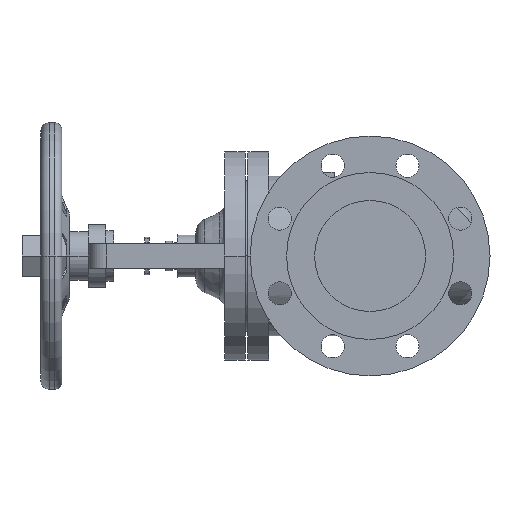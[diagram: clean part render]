
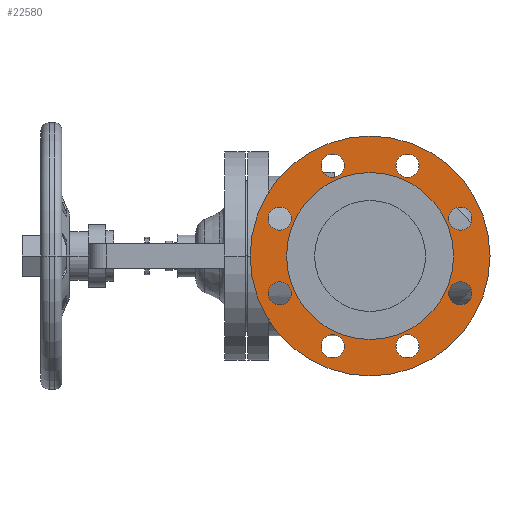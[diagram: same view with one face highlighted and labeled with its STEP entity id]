
A CAD part, left-side view. The second image highlights one B-rep face of the part: STEP entity #22580.
In plain terms, the highlighted planar face has unit normal (-1, 0, 0).
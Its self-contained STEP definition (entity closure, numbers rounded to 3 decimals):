
#10370=CARTESIAN_POINT('',(3.,0.,-135.));
#10380=VERTEX_POINT('',#10370);
#10540=CARTESIAN_POINT('',(3.,0.,135.));
#10550=VERTEX_POINT('',#10540);
#10580=CARTESIAN_POINT('',(3.,0.,0.));
#10590=DIRECTION('',(1.,0.,0.));
#10600=DIRECTION('',(0.,0.,-1.));
#10610=AXIS2_PLACEMENT_3D('',#10580,#10590,#10600);
#10620=CIRCLE('',#10610,135.);
#10630=CARTESIAN_POINT('',(3.,135.,0.));
#10640=VERTEX_POINT('',#10630);
#10650=EDGE_CURVE('',#10640,#10550,#10620,.T.);
#10670=EDGE_CURVE('',#10380,#10640,#10620,.T.);
#10900=CARTESIAN_POINT('',(3.,42.095,-114.627));
#10910=VERTEX_POINT('',#10900);
#11070=CARTESIAN_POINT('',(3.,42.095,-88.627));
#11080=VERTEX_POINT('',#11070);
#11110=CARTESIAN_POINT('',(3.,42.095,-101.627));
#11120=DIRECTION('',(-1.,0.,0.));
#11130=DIRECTION('',(0.,0.,-1.));
#11140=AXIS2_PLACEMENT_3D('',#11110,#11120,#11130);
#11150=CIRCLE('',#11140,13.);
#11160=EDGE_CURVE('',#10910,#11080,#11150,.T.);
#11390=CARTESIAN_POINT('',(3.,-42.095,-114.627));
#11400=VERTEX_POINT('',#11390);
#11560=CARTESIAN_POINT('',(3.,-42.095,-88.627));
#11570=VERTEX_POINT('',#11560);
#11600=CARTESIAN_POINT('',(3.,-42.095,-101.627));
#11610=DIRECTION('',(-1.,0.,0.));
#11620=DIRECTION('',(0.,0.,-1.));
#11630=AXIS2_PLACEMENT_3D('',#11600,#11610,#11620);
#11640=CIRCLE('',#11630,13.);
#11650=EDGE_CURVE('',#11400,#11570,#11640,.T.);
#11880=CARTESIAN_POINT('',(3.,101.627,-29.095));
#11890=VERTEX_POINT('',#11880);
#11920=CARTESIAN_POINT('',(3.,101.627,-42.095));
#11930=DIRECTION('',(-1.,0.,0.));
#11940=DIRECTION('',(0.,0.,-1.));
#11950=AXIS2_PLACEMENT_3D('',#11920,#11930,#11940);
#11960=CIRCLE('',#11950,13.);
#11970=CARTESIAN_POINT('',(3.,101.627,-55.095));
#11980=VERTEX_POINT('',#11970);
#11990=EDGE_CURVE('',#11980,#11890,#11960,.T.);
#12370=CARTESIAN_POINT('',(3.,-101.627,-55.095));
#12380=VERTEX_POINT('',#12370);
#12410=CARTESIAN_POINT('',(3.,-101.627,-42.095));
#12420=DIRECTION('',(-1.,0.,0.));
#12430=DIRECTION('',(0.,0.,-1.));
#12440=AXIS2_PLACEMENT_3D('',#12410,#12420,#12430);
#12450=CIRCLE('',#12440,13.);
#12460=CARTESIAN_POINT('',(3.,-101.627,-29.095));
#12470=VERTEX_POINT('',#12460);
#12480=EDGE_CURVE('',#12470,#12380,#12450,.T.);
#12860=CARTESIAN_POINT('',(3.,101.627,29.095));
#12870=VERTEX_POINT('',#12860);
#12900=CARTESIAN_POINT('',(3.,101.627,42.095));
#12910=DIRECTION('',(-1.,0.,0.));
#12920=DIRECTION('',(0.,0.,-1.));
#12930=AXIS2_PLACEMENT_3D('',#12900,#12910,#12920);
#12940=CIRCLE('',#12930,13.);
#12950=CARTESIAN_POINT('',(3.,101.627,55.095));
#12960=VERTEX_POINT('',#12950);
#12970=EDGE_CURVE('',#12960,#12870,#12940,.T.);
#13350=CARTESIAN_POINT('',(3.,-101.627,55.095));
#13360=VERTEX_POINT('',#13350);
#13520=CARTESIAN_POINT('',(3.,-101.627,29.095));
#13530=VERTEX_POINT('',#13520);
#13560=CARTESIAN_POINT('',(3.,-101.627,42.095));
#13570=DIRECTION('',(-1.,0.,0.));
#13580=DIRECTION('',(0.,0.,-1.));
#13590=AXIS2_PLACEMENT_3D('',#13560,#13570,#13580);
#13600=CIRCLE('',#13590,13.);
#13610=EDGE_CURVE('',#13360,#13530,#13600,.T.);
#13840=CARTESIAN_POINT('',(3.,42.095,88.627));
#13850=VERTEX_POINT('',#13840);
#13880=CARTESIAN_POINT('',(3.,42.095,101.627));
#13890=DIRECTION('',(-1.,0.,0.));
#13900=DIRECTION('',(0.,0.,-1.));
#13910=AXIS2_PLACEMENT_3D('',#13880,#13890,#13900);
#13920=CIRCLE('',#13910,13.);
#13930=CARTESIAN_POINT('',(3.,42.095,114.627));
#13940=VERTEX_POINT('',#13930);
#13950=EDGE_CURVE('',#13940,#13850,#13920,.T.);
#14330=CARTESIAN_POINT('',(3.,-42.095,88.627));
#14340=VERTEX_POINT('',#14330);
#14500=CARTESIAN_POINT('',(3.,-42.095,114.627));
#14510=VERTEX_POINT('',#14500);
#14540=CARTESIAN_POINT('',(3.,-42.095,101.627));
#14550=DIRECTION('',(-1.,0.,0.));
#14560=DIRECTION('',(0.,0.,-1.));
#14570=AXIS2_PLACEMENT_3D('',#14540,#14550,#14560);
#14580=CIRCLE('',#14570,13.);
#14590=EDGE_CURVE('',#14340,#14510,#14580,.T.);
#14820=CARTESIAN_POINT('',(3.,94.,0.));
#14830=VERTEX_POINT('',#14820);
#14990=CARTESIAN_POINT('',(3.,-94.,0.));
#15000=VERTEX_POINT('',#14990);
#15030=CARTESIAN_POINT('',(3.,0.,0.));
#15040=DIRECTION('',(-1.,0.,0.));
#15050=DIRECTION('',(0.,1.,0.));
#15060=AXIS2_PLACEMENT_3D('',#15030,#15040,#15050);
#15070=CIRCLE('',#15060,94.);
#15080=EDGE_CURVE('',#14830,#15000,#15070,.T.);
#22020=CARTESIAN_POINT('',(3.,114.5,0.));
#22030=DIRECTION('',(1.,0.,0.));
#22040=DIRECTION('',(0.,-1.,0.));
#22050=AXIS2_PLACEMENT_3D('',#22020,#22030,#22040);
#22060=PLANE('',#22050);
#22070=EDGE_CURVE('',#15000,#14830,#15070,.T.);
#22080=ORIENTED_EDGE('',*,*,#22070,.F.);
#22090=ORIENTED_EDGE('',*,*,#15080,.F.);
#22100=EDGE_LOOP('',(#22090,#22080));
#22110=FACE_BOUND('',#22100,.T.);
#22120=ORIENTED_EDGE('',*,*,#10650,.F.);
#22130=EDGE_CURVE('',#10550,#10380,#10620,.T.);
#22140=ORIENTED_EDGE('',*,*,#22130,.F.);
#22150=ORIENTED_EDGE('',*,*,#10670,.F.);
#22160=EDGE_LOOP('',(#22150,#22140,#22120));
#22170=FACE_OUTER_BOUND('',#22160,.T.);
#22180=EDGE_CURVE('',#11080,#10910,#11150,.T.);
#22190=ORIENTED_EDGE('',*,*,#22180,.F.);
#22200=ORIENTED_EDGE('',*,*,#11160,.F.);
#22210=EDGE_LOOP('',(#22200,#22190));
#22220=FACE_BOUND('',#22210,.T.);
#22230=EDGE_CURVE('',#11570,#11400,#11640,.T.);
#22240=ORIENTED_EDGE('',*,*,#22230,.F.);
#22250=ORIENTED_EDGE('',*,*,#11650,.F.);
#22260=EDGE_LOOP('',(#22250,#22240));
#22270=FACE_BOUND('',#22260,.T.);
#22280=EDGE_CURVE('',#11890,#11980,#11960,.T.);
#22290=ORIENTED_EDGE('',*,*,#22280,.F.);
#22300=ORIENTED_EDGE('',*,*,#11990,.F.);
#22310=EDGE_LOOP('',(#22300,#22290));
#22320=FACE_BOUND('',#22310,.T.);
#22330=EDGE_CURVE('',#12380,#12470,#12450,.T.);
#22340=ORIENTED_EDGE('',*,*,#22330,.F.);
#22350=ORIENTED_EDGE('',*,*,#12480,.F.);
#22360=EDGE_LOOP('',(#22350,#22340));
#22370=FACE_BOUND('',#22360,.T.);
#22380=EDGE_CURVE('',#12870,#12960,#12940,.T.);
#22390=ORIENTED_EDGE('',*,*,#22380,.F.);
#22400=ORIENTED_EDGE('',*,*,#12970,.F.);
#22410=EDGE_LOOP('',(#22400,#22390));
#22420=FACE_BOUND('',#22410,.T.);
#22430=EDGE_CURVE('',#13530,#13360,#13600,.T.);
#22440=ORIENTED_EDGE('',*,*,#22430,.F.);
#22450=ORIENTED_EDGE('',*,*,#13610,.F.);
#22460=EDGE_LOOP('',(#22450,#22440));
#22470=FACE_BOUND('',#22460,.T.);
#22480=ORIENTED_EDGE('',*,*,#13950,.F.);
#22490=EDGE_CURVE('',#13850,#13940,#13920,.T.);
#22500=ORIENTED_EDGE('',*,*,#22490,.F.);
#22510=EDGE_LOOP('',(#22500,#22480));
#22520=FACE_BOUND('',#22510,.T.);
#22530=EDGE_CURVE('',#14510,#14340,#14580,.T.);
#22540=ORIENTED_EDGE('',*,*,#22530,.F.);
#22550=ORIENTED_EDGE('',*,*,#14590,.F.);
#22560=EDGE_LOOP('',(#22550,#22540));
#22570=FACE_BOUND('',#22560,.T.);
#22580=ADVANCED_FACE('',(#22110,#22170,#22220,#22270,#22320,#22370,
#22420,#22470,#22520,#22570),#22060,.F.);
